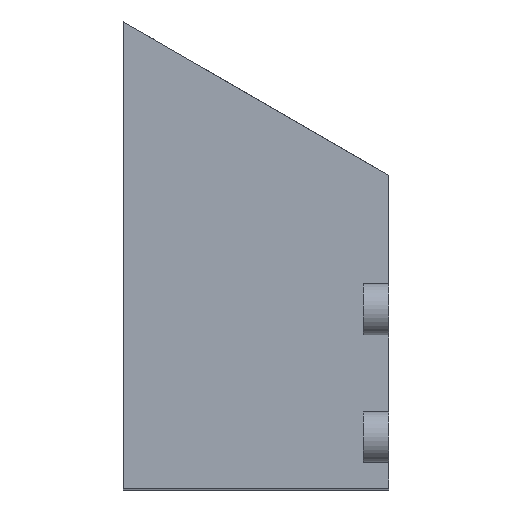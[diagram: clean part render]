
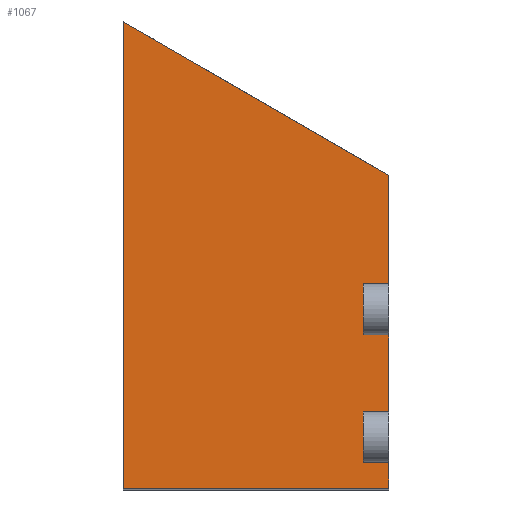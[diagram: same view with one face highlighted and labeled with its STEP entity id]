
A CAD part, top view. The second image highlights one B-rep face of the part: STEP entity #1067.
In plain terms, the highlighted planar face has unit normal (0, 0, 1).
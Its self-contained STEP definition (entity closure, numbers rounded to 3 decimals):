
#105=FACE_OUTER_BOUND('',#161,.T.);
#161=EDGE_LOOP('',(#816,#817,#818,#819,#820,#821,#822,#823,#824,#825,#826,
#827));
#269=LINE('',#1623,#395);
#273=LINE('',#1630,#399);
#274=LINE('',#1632,#400);
#275=LINE('',#1634,#401);
#276=LINE('',#1636,#402);
#277=LINE('',#1638,#403);
#278=LINE('',#1640,#404);
#279=LINE('',#1642,#405);
#280=LINE('',#1644,#406);
#281=LINE('',#1646,#407);
#282=LINE('',#1648,#408);
#283=LINE('',#1649,#409);
#395=VECTOR('',#1308,10.);
#399=VECTOR('',#1316,10.);
#400=VECTOR('',#1317,10.);
#401=VECTOR('',#1318,10.);
#402=VECTOR('',#1319,10.);
#403=VECTOR('',#1320,10.);
#404=VECTOR('',#1321,10.);
#405=VECTOR('',#1322,10.);
#406=VECTOR('',#1323,10.);
#407=VECTOR('',#1324,10.);
#408=VECTOR('',#1325,10.);
#409=VECTOR('',#1326,10.);
#510=VERTEX_POINT('',#1621);
#511=VERTEX_POINT('',#1622);
#512=VERTEX_POINT('',#1629);
#513=VERTEX_POINT('',#1631);
#514=VERTEX_POINT('',#1633);
#515=VERTEX_POINT('',#1635);
#516=VERTEX_POINT('',#1637);
#517=VERTEX_POINT('',#1639);
#518=VERTEX_POINT('',#1641);
#519=VERTEX_POINT('',#1643);
#520=VERTEX_POINT('',#1645);
#521=VERTEX_POINT('',#1647);
#623=EDGE_CURVE('',#510,#511,#269,.T.);
#627=EDGE_CURVE('',#512,#511,#273,.T.);
#628=EDGE_CURVE('',#512,#513,#274,.T.);
#629=EDGE_CURVE('',#513,#514,#275,.T.);
#630=EDGE_CURVE('',#514,#515,#276,.T.);
#631=EDGE_CURVE('',#515,#516,#277,.T.);
#632=EDGE_CURVE('',#516,#517,#278,.T.);
#633=EDGE_CURVE('',#517,#518,#279,.T.);
#634=EDGE_CURVE('',#518,#519,#280,.T.);
#635=EDGE_CURVE('',#519,#520,#281,.T.);
#636=EDGE_CURVE('',#520,#521,#282,.T.);
#637=EDGE_CURVE('',#521,#510,#283,.T.);
#816=ORIENTED_EDGE('',*,*,#627,.F.);
#817=ORIENTED_EDGE('',*,*,#628,.T.);
#818=ORIENTED_EDGE('',*,*,#629,.T.);
#819=ORIENTED_EDGE('',*,*,#630,.T.);
#820=ORIENTED_EDGE('',*,*,#631,.T.);
#821=ORIENTED_EDGE('',*,*,#632,.T.);
#822=ORIENTED_EDGE('',*,*,#633,.T.);
#823=ORIENTED_EDGE('',*,*,#634,.T.);
#824=ORIENTED_EDGE('',*,*,#635,.T.);
#825=ORIENTED_EDGE('',*,*,#636,.T.);
#826=ORIENTED_EDGE('',*,*,#637,.T.);
#827=ORIENTED_EDGE('',*,*,#623,.T.);
#1025=PLANE('',#1148);
#1067=ADVANCED_FACE('',(#105),#1025,.T.);
#1148=AXIS2_PLACEMENT_3D('',#1628,#1314,#1315);
#1308=DIRECTION('',(-0.866,0.5,0.));
#1314=DIRECTION('center_axis',(0.,0.,1.));
#1315=DIRECTION('ref_axis',(1.,0.,0.));
#1316=DIRECTION('',(0.,1.,0.));
#1317=DIRECTION('',(1.,0.,0.));
#1318=DIRECTION('',(0.,1.,0.));
#1319=DIRECTION('',(-1.,0.,0.));
#1320=DIRECTION('',(0.,1.,0.));
#1321=DIRECTION('',(1.,0.,0.));
#1322=DIRECTION('',(0.,1.,0.));
#1323=DIRECTION('',(-1.,0.,0.));
#1324=DIRECTION('',(0.,1.,0.));
#1325=DIRECTION('',(1.,0.,0.));
#1326=DIRECTION('',(0.,1.,0.));
#1621=CARTESIAN_POINT('',(28.35,61.268,102.05));
#1622=CARTESIAN_POINT('',(-23.65,91.29,102.05));
#1623=CARTESIAN_POINT('',(9.115,72.373,102.05));
#1628=CARTESIAN_POINT('Origin',(-23.65,0.,102.05));
#1629=CARTESIAN_POINT('',(-23.65,0.,102.05));
#1630=CARTESIAN_POINT('',(-23.65,0.,102.05));
#1631=CARTESIAN_POINT('',(28.35,0.,102.05));
#1632=CARTESIAN_POINT('',(-23.65,0.,102.05));
#1633=CARTESIAN_POINT('',(28.35,5.,102.05));
#1634=CARTESIAN_POINT('',(28.35,0.,102.05));
#1635=CARTESIAN_POINT('',(23.35,5.,102.05));
#1636=CARTESIAN_POINT('',(2.35,5.,102.05));
#1637=CARTESIAN_POINT('',(23.35,15.,102.05));
#1638=CARTESIAN_POINT('',(23.35,5.,102.05));
#1639=CARTESIAN_POINT('',(28.35,15.,102.05));
#1640=CARTESIAN_POINT('',(2.35,15.,102.05));
#1641=CARTESIAN_POINT('',(28.35,30.,102.05));
#1642=CARTESIAN_POINT('',(28.35,0.,102.05));
#1643=CARTESIAN_POINT('',(23.35,30.,102.05));
#1644=CARTESIAN_POINT('',(2.35,30.,102.05));
#1645=CARTESIAN_POINT('',(23.35,40.,102.05));
#1646=CARTESIAN_POINT('',(23.35,17.5,102.05));
#1647=CARTESIAN_POINT('',(28.35,40.,102.05));
#1648=CARTESIAN_POINT('',(2.35,40.,102.05));
#1649=CARTESIAN_POINT('',(28.35,0.,102.05));
